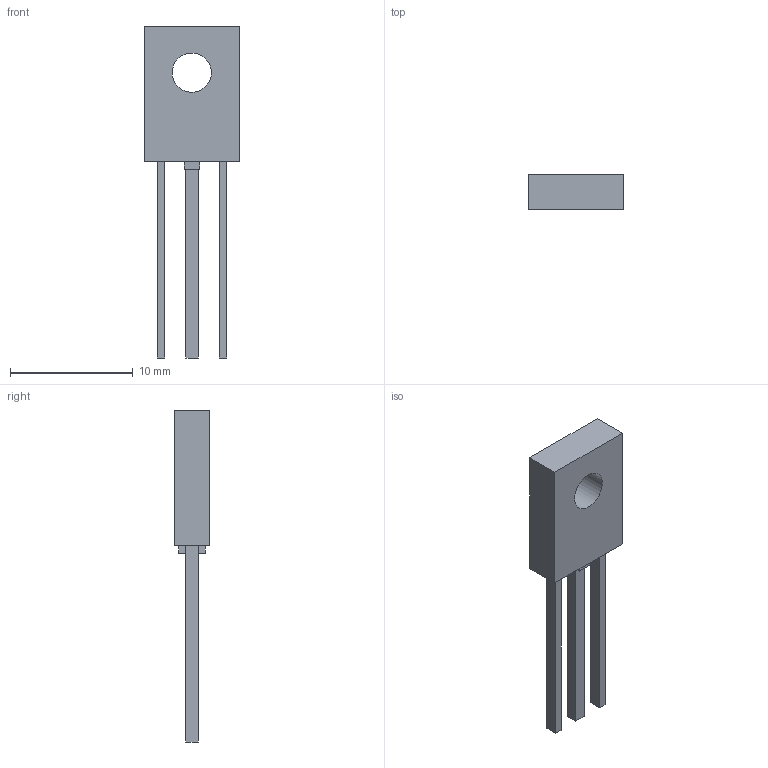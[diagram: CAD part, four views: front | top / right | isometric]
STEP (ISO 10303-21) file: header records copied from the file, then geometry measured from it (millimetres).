
FILE_DESCRIPTION(('STEP AP203'), '1');
FILE_NAME('BD139, 秮鳧賥嚦闉', '', ('UNSPECIFIED'), ('UNSPECIFIED'), 'C3D Converter', 'C3D Toolkit', '');
FILE_SCHEMA(('CONFIG_CONTROL_DESIGN'));
Length unit declared in the file: millimetre
Bounding box: 7.8 x 2.9 x 27.05 mm (x, y, z)
Volume: 262 mm3; surface area: 461.2 mm2
Topology: 1 solids, 1 shells, 27 faces, 63 edges, 42 vertices
Faces by surface type: plane 26, cylinder 1
Full cylindrical faces by diameter (mm): 3.2 x1
Entity records: 846 total; most frequent: CARTESIAN_POINT 132, ORIENTED_EDGE 124, DIRECTION 120, EDGE_CURVE 62, LINE 60, VECTOR 60, VERTEX_POINT 42, EDGE_LOOP 34
